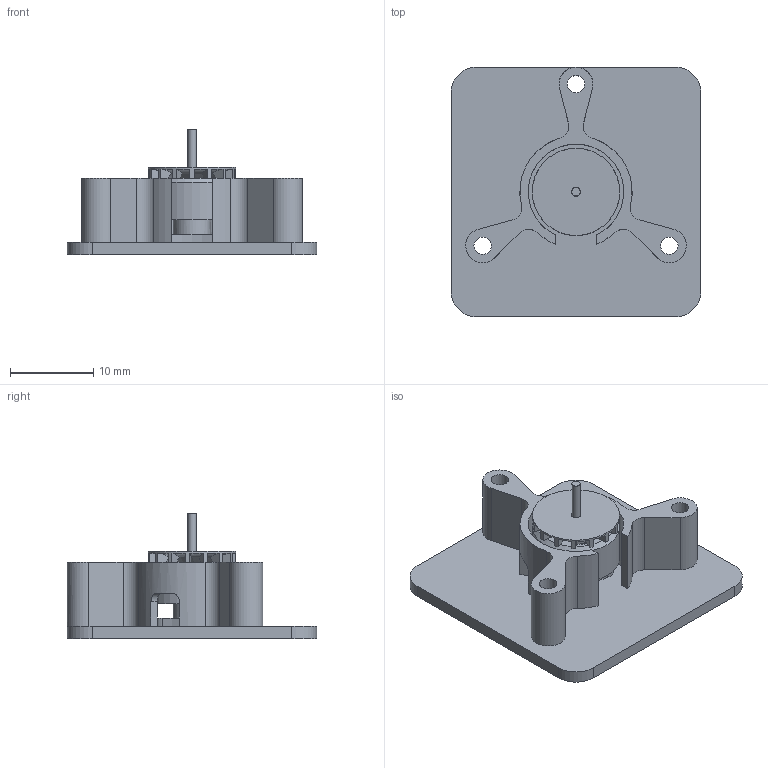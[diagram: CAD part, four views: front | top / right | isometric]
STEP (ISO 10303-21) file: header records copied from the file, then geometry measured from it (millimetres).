
FILE_DESCRIPTION(/* description */ ('STEP AP242','CAx-IF Rec.Pracs.---Representation and Presentation of Product Manufacturing Information (PMI)---4.0---2014-10-13','CAx-IF Rec.Pracs.---3D Tessellated Geometry---0.4---2014-09-14','2;1'),/* implementation_level */ '2;1');
FILE_NAME(/* name */ '66b24352cff0336b2c324e81',/* time_stamp */ '2024-08-06T15:37:55Z',/* author */ (''),/* organization */ (''),/* preprocessor_version */ 'ST-DEVELOPER v20',/* originating_system */ ' ',/* authorisation */ ' ');
FILE_SCHEMA (('AP242_MANAGED_MODEL_BASED_3D_ENGINEERING_MIM_LF { 1 0 10303 442 1 1 4 }'));
Length unit declared in the file: metre
Products named in the file (6): base motor assembly; motor mount; Happymodel SE0802 <1>; Motor; bell; center shaft
Assembly tree (5 placements, depth 3):
  base motor assembly
    motor mount
    Happymodel SE0802 <1>
      Motor
      bell
    center shaft
Bounding box: 30 x 30 x 15.1 mm (x, y, z)
Volume: 2406.7 mm3; surface area: 4224.5 mm2
Topology: 4 solids, 4 shells, 252 faces, 701 edges, 464 vertices
Faces by surface type: plane 164, cylinder 81, bspline 5, cone 2
Full cylindrical faces by diameter (mm): 1 x3, 1.1 x1, 1.3 x1, 1.4 x3, 1.6 x3, 2.1 x3, 2.4 x5, 3 x1, 3.06 x2, 3.46 x2, 4.5 x1, 9.1 x1, 10.5 x2
Entity records: 8989 total; most frequent: CARTESIAN_POINT 1750, DIRECTION 1332, ORIENTED_EDGE 1326, EDGE_CURVE 663, AXIS2_PLACEMENT_3D 477, VERTEX_POINT 457, LINE 378, VECTOR 378
